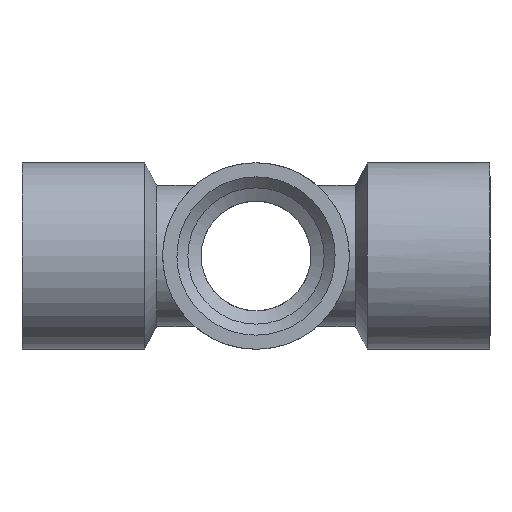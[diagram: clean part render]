
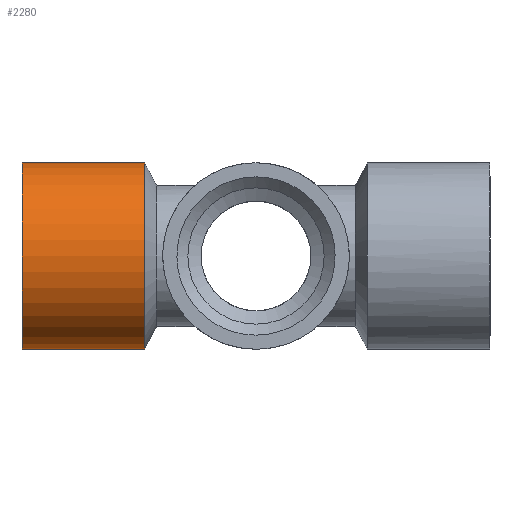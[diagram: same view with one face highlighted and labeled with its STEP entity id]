
A CAD part, left-side view. The second image highlights one B-rep face of the part: STEP entity #2280.
In plain terms, the highlighted cylindrical face has radius 12.75 mm (diameter 25.5 mm), a full revolution.
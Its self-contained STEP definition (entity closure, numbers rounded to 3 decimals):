
#105 = DIRECTION ( 'NONE',  ( 0., -1., 0. ) ) ;
#106 = CARTESIAN_POINT ( 'NONE',  ( -16.5, 32., 0. ) ) ;
#113 = DIRECTION ( 'NONE',  ( 0., 0., -1. ) ) ;
#745 = VERTEX_POINT ( 'NONE', #1859 ) ;
#746 = VERTEX_POINT ( 'NONE', #1858 ) ;
#1247 = CARTESIAN_POINT ( 'NONE',  ( -16.5, 32., -12.75 ) ) ;
#1472 = DIRECTION ( 'NONE',  ( 0., 0., -1. ) ) ;
#1473 = DIRECTION ( 'NONE',  ( 0., -1., 0. ) ) ;
#1474 = CARTESIAN_POINT ( 'NONE',  ( -16.5, 32., 0. ) ) ;
#1480 = DIRECTION ( 'NONE',  ( 0., 0., -1. ) ) ;
#1481 = DIRECTION ( 'NONE',  ( 0., -1., 0. ) ) ;
#1482 = CARTESIAN_POINT ( 'NONE',  ( -16.5, 15.237, 0. ) ) ;
#1485 = DIRECTION ( 'NONE',  ( 0., 0., -1. ) ) ;
#1486 = DIRECTION ( 'NONE',  ( 0., -1., 0. ) ) ;
#1487 = CARTESIAN_POINT ( 'NONE',  ( -16.5, 15.237, 0. ) ) ;
#1858 = CARTESIAN_POINT ( 'NONE',  ( -16.5, 15.237, -12.75 ) ) ;
#1859 = CARTESIAN_POINT ( 'NONE',  ( -16.5, 15.237, 12.75 ) ) ;
#1880 = EDGE_LOOP ( 'NONE', ( #2515 ) ) ;
#1967 = EDGE_LOOP ( 'NONE', ( #2516, #2517 ) ) ;
#2208 = EDGE_CURVE ( 'NONE', #746, #745, #2540, .T. ) ;
#2210 = EDGE_CURVE ( 'NONE', #745, #746, #2541, .T. ) ;
#2212 = EDGE_CURVE ( 'NONE', #2906, #2906, #2545, .T. ) ;
#2230 = AXIS2_PLACEMENT_3D ( 'NONE', #1487, #1486, #1485 ) ;
#2231 = AXIS2_PLACEMENT_3D ( 'NONE', #1482, #1481, #1480 ) ;
#2233 = AXIS2_PLACEMENT_3D ( 'NONE', #1474, #1473, #1472 ) ;
#2280 = ADVANCED_FACE ( 'NONE', ( #2617, #2618 ), #2626, .T. ) ;
#2515 = ORIENTED_EDGE ( 'NONE', *, *, #2212, .T. ) ;
#2516 = ORIENTED_EDGE ( 'NONE', *, *, #2208, .F. ) ;
#2517 = ORIENTED_EDGE ( 'NONE', *, *, #2210, .F. ) ;
#2540 = CIRCLE ( 'NONE', #2230, 12.75 ) ;
#2541 = CIRCLE ( 'NONE', #2231, 12.75 ) ;
#2545 = CIRCLE ( 'NONE', #2233, 12.75 ) ;
#2617 = FACE_OUTER_BOUND ( 'NONE', #1880, .T. ) ;
#2618 = FACE_OUTER_BOUND ( 'NONE', #1967, .T. ) ;
#2626 = CYLINDRICAL_SURFACE ( 'NONE', #2691, 12.75 ) ;
#2691 = AXIS2_PLACEMENT_3D ( 'NONE', #106, #105, #113 ) ;
#2906 = VERTEX_POINT ( 'NONE', #1247 ) ;
